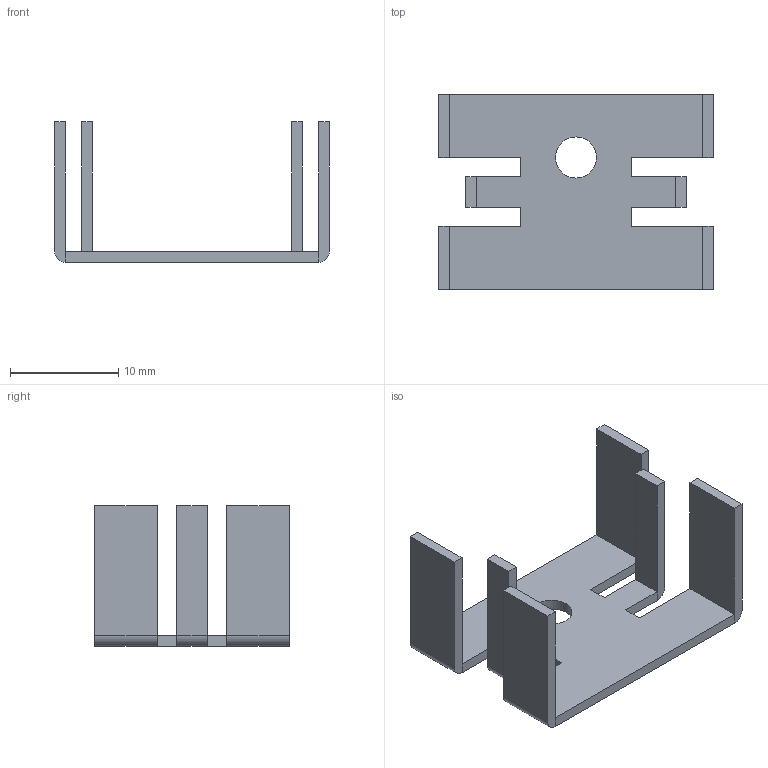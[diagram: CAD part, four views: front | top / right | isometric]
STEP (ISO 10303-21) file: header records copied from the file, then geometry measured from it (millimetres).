
FILE_DESCRIPTION(('FreeCAD Model'),'2;1');
FILE_NAME('FK213.stp', '2014-10-20T21:37:48',('FreeCAD'),('FreeCAD'), 'Open CASCADE STEP processor 6.6','FreeCAD','Unknown');
FILE_SCHEMA(('AUTOMOTIVE_DESIGN_CC2 { 1 2 10303 214 -1 1 5 4 }'));
Length unit declared in the file: millimetre
Products named in the file (1): Fillet
Bounding box: 25.4 x 18 x 13 mm (x, y, z)
Volume: 716.6 mm3; surface area: 1724.2 mm2
Topology: 1 solids, 1 shells, 59 faces, 147 edges, 90 vertices
Faces by surface type: plane 52, cylinder 7
Full cylindrical faces by diameter (mm): 3.8 x1
Entity records: 3657 total; most frequent: CARTESIAN_POINT 627, DIRECTION 569, LINE 413, VECTOR 413, ORIENTED_EDGE 294, PCURVE 294, DEFINITIONAL_REPRESENTATION 294, EDGE_CURVE 147
